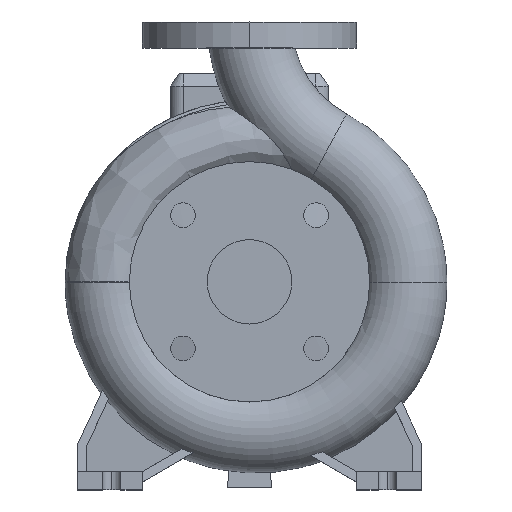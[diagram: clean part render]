
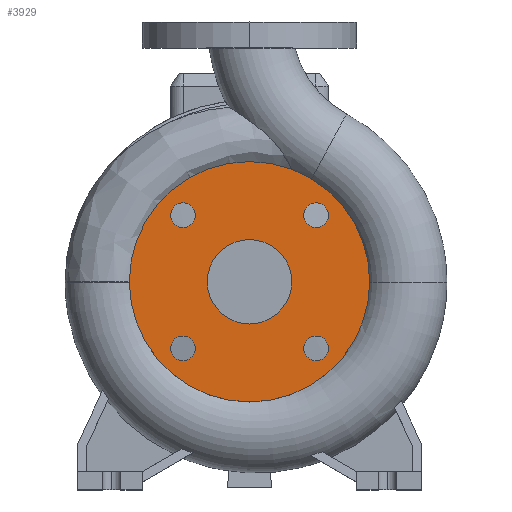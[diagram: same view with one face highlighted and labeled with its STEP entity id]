
A CAD part, top view. The second image highlights one B-rep face of the part: STEP entity #3929.
In plain terms, the highlighted planar face has unit normal (0, 0, 1).
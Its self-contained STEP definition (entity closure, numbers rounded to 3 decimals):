
#148 = DIRECTION ( 'NONE',  ( 0., 0., 1. ) ) ;
#226 = AXIS2_PLACEMENT_3D ( 'NONE', #2787, #5165, #10417 ) ;
#359 = ORIENTED_EDGE ( 'NONE', *, *, #3056, .F. ) ;
#437 = AXIS2_PLACEMENT_3D ( 'NONE', #5195, #10730, #13898 ) ;
#568 = DIRECTION ( 'NONE',  ( 0., 0., 1. ) ) ;
#984 = CARTESIAN_POINT ( 'NONE',  ( 41.765, -51.265, 100. ) ) ;
#1530 = ORIENTED_EDGE ( 'NONE', *, *, #9372, .F. ) ;
#1574 = VERTEX_POINT ( 'NONE', #6296 ) ;
#1632 = CIRCLE ( 'NONE', #3707, 32.5 ) ;
#1733 = ORIENTED_EDGE ( 'NONE', *, *, #7283, .F. ) ;
#1766 = DIRECTION ( 'NONE',  ( 1., 0., 0. ) ) ;
#2057 = ORIENTED_EDGE ( 'NONE', *, *, #2429, .F. ) ;
#2116 = VERTEX_POINT ( 'NONE', #4822 ) ;
#2217 = EDGE_LOOP ( 'NONE', ( #8838, #1733 ) ) ;
#2265 = CARTESIAN_POINT ( 'NONE',  ( -32.5, 0., 100. ) ) ;
#2429 = EDGE_CURVE ( 'NONE', #5092, #3920, #7540, .T. ) ;
#2517 = EDGE_LOOP ( 'NONE', ( #359, #4260 ) ) ;
#2714 = FACE_BOUND ( 'NONE', #8799, .T. ) ;
#2787 = CARTESIAN_POINT ( 'NONE',  ( 0., 92.5, 100. ) ) ;
#2926 = CARTESIAN_POINT ( 'NONE',  ( -41.765, 51.265, 100. ) ) ;
#3023 = DIRECTION ( 'NONE',  ( 1., 0., 0. ) ) ;
#3056 = EDGE_CURVE ( 'NONE', #4926, #6389, #11681, .T. ) ;
#3460 = AXIS2_PLACEMENT_3D ( 'NONE', #4464, #148, #12013 ) ;
#3546 = EDGE_CURVE ( 'NONE', #2116, #11633, #8488, .T. ) ;
#3552 = ORIENTED_EDGE ( 'NONE', *, *, #11880, .F. ) ;
#3707 = AXIS2_PLACEMENT_3D ( 'NONE', #10236, #13614, #13320 ) ;
#3859 = CARTESIAN_POINT ( 'NONE',  ( 32.5, 0., 100. ) ) ;
#3892 = CARTESIAN_POINT ( 'NONE',  ( -51.265, -51.265, 100. ) ) ;
#3920 = VERTEX_POINT ( 'NONE', #2926 ) ;
#3929 = ADVANCED_FACE ( 'NONE', ( #5961, #6036, #12566, #12852, #6105, #2714 ), #7114, .F. ) ;
#3977 = CIRCLE ( 'NONE', #6500, 9.5 ) ;
#4118 = AXIS2_PLACEMENT_3D ( 'NONE', #9360, #10650, #3023 ) ;
#4260 = ORIENTED_EDGE ( 'NONE', *, *, #8060, .F. ) ;
#4378 = EDGE_LOOP ( 'NONE', ( #1530, #9562 ) ) ;
#4411 = CARTESIAN_POINT ( 'NONE',  ( -41.765, -51.265, 100. ) ) ;
#4464 = CARTESIAN_POINT ( 'NONE',  ( 0., 0., 100. ) ) ;
#4822 = CARTESIAN_POINT ( 'NONE',  ( -92.5, 0., 100. ) ) ;
#4876 = CARTESIAN_POINT ( 'NONE',  ( 51.265, -51.265, 100. ) ) ;
#4926 = VERTEX_POINT ( 'NONE', #3859 ) ;
#5008 = AXIS2_PLACEMENT_3D ( 'NONE', #8563, #12945, #9973 ) ;
#5092 = VERTEX_POINT ( 'NONE', #7932 ) ;
#5165 = DIRECTION ( 'NONE',  ( 0., 0., -1. ) ) ;
#5195 = CARTESIAN_POINT ( 'NONE',  ( 0., 0., 100. ) ) ;
#5399 = CARTESIAN_POINT ( 'NONE',  ( 60.765, -51.265, 100. ) ) ;
#5501 = EDGE_CURVE ( 'NONE', #11633, #2116, #10822, .T. ) ;
#5961 = FACE_BOUND ( 'NONE', #2217, .T. ) ;
#6007 = DIRECTION ( 'NONE',  ( 0., 0., 1. ) ) ;
#6036 = FACE_BOUND ( 'NONE', #12981, .T. ) ;
#6089 = DIRECTION ( 'NONE',  ( 0., 0., 1. ) ) ;
#6105 = FACE_OUTER_BOUND ( 'NONE', #9077, .T. ) ;
#6188 = DIRECTION ( 'NONE',  ( 1., 0., 0. ) ) ;
#6278 = VERTEX_POINT ( 'NONE', #984 ) ;
#6296 = CARTESIAN_POINT ( 'NONE',  ( 60.765, 51.265, 100. ) ) ;
#6389 = VERTEX_POINT ( 'NONE', #2265 ) ;
#6499 = CIRCLE ( 'NONE', #9490, 9.5 ) ;
#6500 = AXIS2_PLACEMENT_3D ( 'NONE', #10512, #12745, #7222 ) ;
#6638 = EDGE_CURVE ( 'NONE', #7189, #9732, #8032, .T. ) ;
#6892 = AXIS2_PLACEMENT_3D ( 'NONE', #13692, #6007, #13976 ) ;
#6925 = DIRECTION ( 'NONE',  ( 0., 0., 1. ) ) ;
#7114 = PLANE ( 'NONE',  #226 ) ;
#7153 = AXIS2_PLACEMENT_3D ( 'NONE', #10562, #7479, #9699 ) ;
#7189 = VERTEX_POINT ( 'NONE', #13435 ) ;
#7222 = DIRECTION ( 'NONE',  ( 1., 0., 0. ) ) ;
#7283 = EDGE_CURVE ( 'NONE', #6278, #12950, #12401, .T. ) ;
#7427 = ORIENTED_EDGE ( 'NONE', *, *, #8342, .F. ) ;
#7479 = DIRECTION ( 'NONE',  ( 0., 0., 1. ) ) ;
#7540 = CIRCLE ( 'NONE', #5008, 9.5 ) ;
#7932 = CARTESIAN_POINT ( 'NONE',  ( -60.765, 51.265, 100. ) ) ;
#8032 = CIRCLE ( 'NONE', #6892, 9.5 ) ;
#8060 = EDGE_CURVE ( 'NONE', #6389, #4926, #1632, .T. ) ;
#8342 = EDGE_CURVE ( 'NONE', #3920, #5092, #13567, .T. ) ;
#8488 = CIRCLE ( 'NONE', #4118, 92.5 ) ;
#8563 = CARTESIAN_POINT ( 'NONE',  ( -51.265, 51.265, 100. ) ) ;
#8581 = AXIS2_PLACEMENT_3D ( 'NONE', #9252, #6089, #1766 ) ;
#8727 = ORIENTED_EDGE ( 'NONE', *, *, #5501, .T. ) ;
#8799 = EDGE_LOOP ( 'NONE', ( #3552, #9657 ) ) ;
#8838 = ORIENTED_EDGE ( 'NONE', *, *, #10089, .F. ) ;
#9007 = CIRCLE ( 'NONE', #13828, 9.5 ) ;
#9077 = EDGE_LOOP ( 'NONE', ( #8727, #9197 ) ) ;
#9173 = CARTESIAN_POINT ( 'NONE',  ( 41.765, 51.265, 100. ) ) ;
#9197 = ORIENTED_EDGE ( 'NONE', *, *, #3546, .T. ) ;
#9252 = CARTESIAN_POINT ( 'NONE',  ( 51.265, 51.265, 100. ) ) ;
#9271 = DIRECTION ( 'NONE',  ( 1., 0., 0. ) ) ;
#9360 = CARTESIAN_POINT ( 'NONE',  ( 0., 0., 100. ) ) ;
#9372 = EDGE_CURVE ( 'NONE', #1574, #9509, #9007, .T. ) ;
#9490 = AXIS2_PLACEMENT_3D ( 'NONE', #3892, #10577, #11804 ) ;
#9509 = VERTEX_POINT ( 'NONE', #9173 ) ;
#9562 = ORIENTED_EDGE ( 'NONE', *, *, #10782, .F. ) ;
#9657 = ORIENTED_EDGE ( 'NONE', *, *, #6638, .F. ) ;
#9699 = DIRECTION ( 'NONE',  ( 1., 0., 0. ) ) ;
#9732 = VERTEX_POINT ( 'NONE', #4411 ) ;
#9973 = DIRECTION ( 'NONE',  ( 1., 0., 0. ) ) ;
#10089 = EDGE_CURVE ( 'NONE', #12950, #6278, #3977, .T. ) ;
#10106 = AXIS2_PLACEMENT_3D ( 'NONE', #4876, #568, #9271 ) ;
#10236 = CARTESIAN_POINT ( 'NONE',  ( 0., 0., 100. ) ) ;
#10417 = DIRECTION ( 'NONE',  ( -1., 0., 0. ) ) ;
#10512 = CARTESIAN_POINT ( 'NONE',  ( 51.265, -51.265, 100. ) ) ;
#10562 = CARTESIAN_POINT ( 'NONE',  ( -51.265, 51.265, 100. ) ) ;
#10577 = DIRECTION ( 'NONE',  ( 0., 0., 1. ) ) ;
#10650 = DIRECTION ( 'NONE',  ( 0., 0., 1. ) ) ;
#10730 = DIRECTION ( 'NONE',  ( 0., 0., 1. ) ) ;
#10782 = EDGE_CURVE ( 'NONE', #9509, #1574, #10841, .T. ) ;
#10822 = CIRCLE ( 'NONE', #3460, 92.5 ) ;
#10841 = CIRCLE ( 'NONE', #8581, 9.5 ) ;
#11229 = CARTESIAN_POINT ( 'NONE',  ( 51.265, 51.265, 100. ) ) ;
#11633 = VERTEX_POINT ( 'NONE', #12229 ) ;
#11681 = CIRCLE ( 'NONE', #437, 32.5 ) ;
#11804 = DIRECTION ( 'NONE',  ( 1., 0., 0. ) ) ;
#11880 = EDGE_CURVE ( 'NONE', #9732, #7189, #6499, .T. ) ;
#12013 = DIRECTION ( 'NONE',  ( 1., 0., 0. ) ) ;
#12229 = CARTESIAN_POINT ( 'NONE',  ( 92.5, 0., 100. ) ) ;
#12401 = CIRCLE ( 'NONE', #10106, 9.5 ) ;
#12566 = FACE_BOUND ( 'NONE', #4378, .T. ) ;
#12745 = DIRECTION ( 'NONE',  ( 0., 0., 1. ) ) ;
#12852 = FACE_BOUND ( 'NONE', #2517, .T. ) ;
#12945 = DIRECTION ( 'NONE',  ( 0., 0., 1. ) ) ;
#12950 = VERTEX_POINT ( 'NONE', #5399 ) ;
#12981 = EDGE_LOOP ( 'NONE', ( #7427, #2057 ) ) ;
#13320 = DIRECTION ( 'NONE',  ( 1., 0., 0. ) ) ;
#13435 = CARTESIAN_POINT ( 'NONE',  ( -60.765, -51.265, 100. ) ) ;
#13567 = CIRCLE ( 'NONE', #7153, 9.5 ) ;
#13614 = DIRECTION ( 'NONE',  ( 0., 0., 1. ) ) ;
#13692 = CARTESIAN_POINT ( 'NONE',  ( -51.265, -51.265, 100. ) ) ;
#13828 = AXIS2_PLACEMENT_3D ( 'NONE', #11229, #6925, #6188 ) ;
#13898 = DIRECTION ( 'NONE',  ( 1., 0., 0. ) ) ;
#13976 = DIRECTION ( 'NONE',  ( 1., 0., 0. ) ) ;
